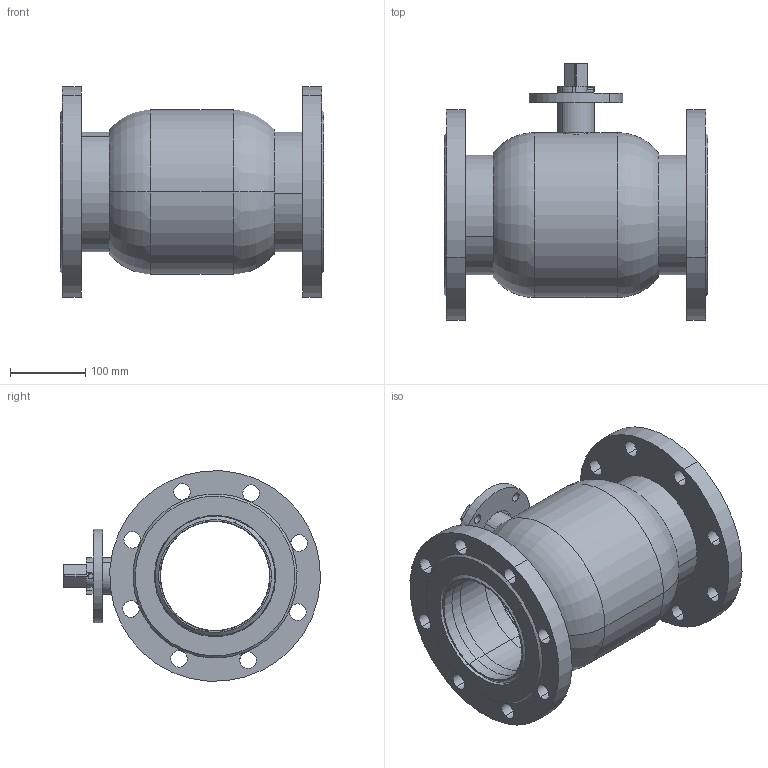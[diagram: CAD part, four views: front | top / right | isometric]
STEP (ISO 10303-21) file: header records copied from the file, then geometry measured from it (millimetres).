
FILE_DESCRIPTION (( 'STEP AP214' ), '1' );
FILE_NAME ('DN150法兰球阀PN16.STEP', '2024-03-31T05:29:30', ( '' ), ( '' ), 'SwSTEP 2.0', 'SolidWorks 2019', '' );
FILE_SCHEMA (( 'AUTOMOTIVE_DESIGN' ));
Length unit declared in the file: millimetre
Products named in the file (8): DN150楊擘⑩概PN16; Q61F-150-4傻諉; 150楊擘1.6; Q61F-150-5粣杶; Q61F-150-1概极樓馱; Q61F-125-3概裝; 125-150攫; Q61F-150-16詩种
Assembly tree (9 placements, depth 2):
  DN150楊擘⑩概PN16
    Q61F-150-1概极樓馱
    Q61F-150-5粣杶
    Q61F-150-4傻諉  x2
    Q61F-125-3概裝
    125-150攫
    Q61F-150-16詩种
    150楊擘1.6  x2
Bounding box: 350 x 340.73 x 279.46 mm (x, y, z)
Volume: 3897410.1 mm3; surface area: 824665.4 mm2
Topology: 9 solids, 9 shells, 207 faces, 511 edges, 320 vertices
Faces by surface type: cylinder 115, plane 58, cone 20, torus 14
Entity records: 5978 total; most frequent: CARTESIAN_POINT 1264, DIRECTION 951, ORIENTED_EDGE 790, AXIS2_PLACEMENT_3D 399, EDGE_CURVE 395, VERTEX_POINT 250, CIRCLE 224, EDGE_LOOP 205
